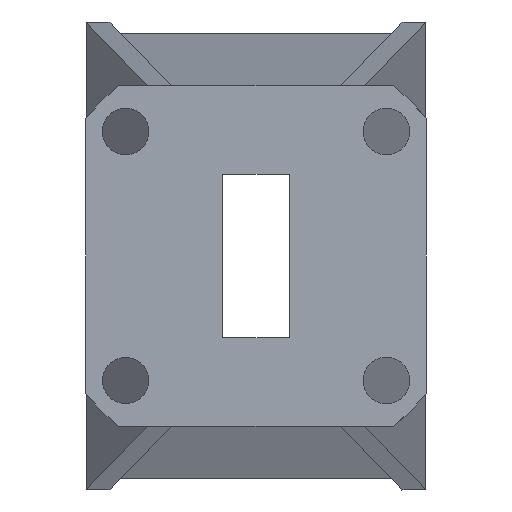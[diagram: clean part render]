
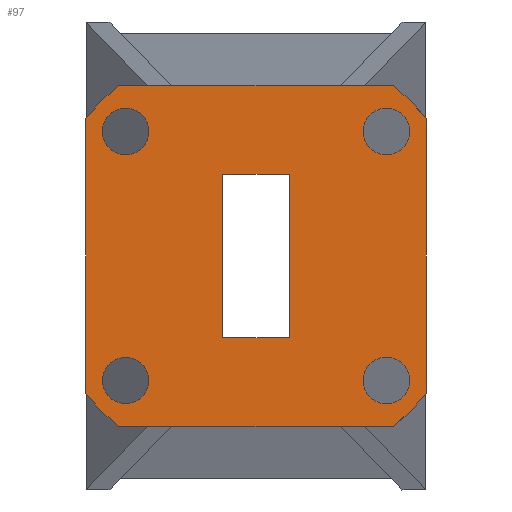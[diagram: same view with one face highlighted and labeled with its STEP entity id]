
A CAD part, left-side view. The second image highlights one B-rep face of the part: STEP entity #97.
In plain terms, the highlighted planar face has unit normal (-1, 0, 0).
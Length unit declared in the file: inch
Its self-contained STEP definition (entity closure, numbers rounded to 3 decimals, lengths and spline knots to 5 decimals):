
#9 = CARTESIAN_POINT ( 'NONE',  ( 0., -0.4375, -0.35276 ) ) ;
#26 = ORIENTED_EDGE ( 'NONE', *, *, #1332, .T. ) ;
#48 = EDGE_LOOP ( 'NONE', ( #26 ) ) ;
#88 = CARTESIAN_POINT ( 'NONE',  ( 0., 0., 0. ) ) ;
#97 = ADVANCED_FACE ( 'NONE', ( #365, #864, #2070, #973, #1728, #1418 ), #1170, .F. ) ;
#115 = EDGE_CURVE ( 'NONE', #369, #917, #1839, .T. ) ;
#117 = EDGE_CURVE ( 'NONE', #1186, #578, #923, .T. ) ;
#122 = VECTOR ( 'NONE', #1787, 39.37008 ) ;
#139 = AXIS2_PLACEMENT_3D ( 'NONE', #1129, #2005, #289 ) ;
#144 = EDGE_CURVE ( 'NONE', #594, #369, #1023, .T. ) ;
#147 = DIRECTION ( 'NONE',  ( 0., 0., -1. ) ) ;
#157 = CARTESIAN_POINT ( 'NONE',  ( 0., 0.4375, -0.35276 ) ) ;
#163 = CARTESIAN_POINT ( 'NONE',  ( 0., 0., 0. ) ) ;
#182 = CARTESIAN_POINT ( 'NONE',  ( 0., -0.35276, 0.4375 ) ) ;
#235 = VERTEX_POINT ( 'NONE', #182 ) ;
#288 = VERTEX_POINT ( 'NONE', #1454 ) ;
#289 = DIRECTION ( 'NONE',  ( 0., 0., -1. ) ) ;
#310 = ORIENTED_EDGE ( 'NONE', *, *, #1273, .T. ) ;
#325 = DIRECTION ( 'NONE',  ( 1., 0., 0. ) ) ;
#349 = CARTESIAN_POINT ( 'NONE',  ( 0., -0.085, -0.21 ) ) ;
#361 = LINE ( 'NONE', #1751, #1672 ) ;
#365 = FACE_BOUND ( 'NONE', #1530, .T. ) ;
#369 = VERTEX_POINT ( 'NONE', #1270 ) ;
#378 = EDGE_CURVE ( 'NONE', #1016, #1304, #809, .T. ) ;
#390 = LINE ( 'NONE', #2056, #1171 ) ;
#401 = VECTOR ( 'NONE', #147, 39.37008 ) ;
#430 = AXIS2_PLACEMENT_3D ( 'NONE', #1281, #965, #1271 ) ;
#452 = AXIS2_PLACEMENT_3D ( 'NONE', #603, #1112, #2123 ) ;
#471 = CIRCLE ( 'NONE', #1878, 0.06 ) ;
#498 = ORIENTED_EDGE ( 'NONE', *, *, #115, .T. ) ;
#500 = DIRECTION ( 'NONE',  ( 0., 0., -1. ) ) ;
#519 = CIRCLE ( 'NONE', #1921, 0.562 ) ;
#548 = DIRECTION ( 'NONE',  ( 0., 0., -1. ) ) ;
#554 = CARTESIAN_POINT ( 'NONE',  ( 0., 0.35276, -0.4375 ) ) ;
#578 = VERTEX_POINT ( 'NONE', #157 ) ;
#581 = CARTESIAN_POINT ( 'NONE',  ( 0., 0.4375, -0.35276 ) ) ;
#594 = VERTEX_POINT ( 'NONE', #1352 ) ;
#603 = CARTESIAN_POINT ( 'NONE',  ( 0., 0., 0. ) ) ;
#606 = DIRECTION ( 'NONE',  ( 1., 0., 0. ) ) ;
#607 = CARTESIAN_POINT ( 'NONE',  ( 0., 0.335, 0.26 ) ) ;
#621 = EDGE_CURVE ( 'NONE', #1794, #1794, #1092, .T. ) ;
#635 = CARTESIAN_POINT ( 'NONE',  ( 0., -0.335, 0.26 ) ) ;
#643 = CARTESIAN_POINT ( 'NONE',  ( 0., 0.085, 0.21 ) ) ;
#646 = LINE ( 'NONE', #1590, #1599 ) ;
#647 = DIRECTION ( 'NONE',  ( 0., 1., 0. ) ) ;
#668 = EDGE_CURVE ( 'NONE', #917, #1972, #390, .T. ) ;
#742 = CIRCLE ( 'NONE', #430, 0.06 ) ;
#747 = EDGE_LOOP ( 'NONE', ( #1632 ) ) ;
#775 = DIRECTION ( 'NONE',  ( 0., 0., -1. ) ) ;
#796 = EDGE_CURVE ( 'NONE', #235, #894, #1338, .T. ) ;
#803 = ORIENTED_EDGE ( 'NONE', *, *, #1284, .F. ) ;
#809 = CIRCLE ( 'NONE', #452, 0.562 ) ;
#818 = CARTESIAN_POINT ( 'NONE',  ( 0., -0.085, 0.21 ) ) ;
#824 = CARTESIAN_POINT ( 'NONE',  ( 0., -0.4375, 0.35276 ) ) ;
#833 = ORIENTED_EDGE ( 'NONE', *, *, #796, .F. ) ;
#838 = DIRECTION ( 'NONE',  ( 1., 0., 0. ) ) ;
#864 = FACE_BOUND ( 'NONE', #1670, .T. ) ;
#882 = DIRECTION ( 'NONE',  ( 0., -1., 0. ) ) ;
#894 = VERTEX_POINT ( 'NONE', #1287 ) ;
#905 = DIRECTION ( 'NONE',  ( 0., -1., 0. ) ) ;
#906 = AXIS2_PLACEMENT_3D ( 'NONE', #163, #325, #500 ) ;
#917 = VERTEX_POINT ( 'NONE', #1606 ) ;
#923 = CIRCLE ( 'NONE', #1529, 0.562 ) ;
#933 = EDGE_CURVE ( 'NONE', #894, #1016, #1257, .T. ) ;
#965 = DIRECTION ( 'NONE',  ( 1., 0., 0. ) ) ;
#968 = VECTOR ( 'NONE', #1306, 39.37008 ) ;
#969 = AXIS2_PLACEMENT_3D ( 'NONE', #1080, #1425, #1598 ) ;
#973 = FACE_BOUND ( 'NONE', #747, .T. ) ;
#1016 = VERTEX_POINT ( 'NONE', #9 ) ;
#1023 = LINE ( 'NONE', #818, #401 ) ;
#1030 = ORIENTED_EDGE ( 'NONE', *, *, #668, .T. ) ;
#1050 = ORIENTED_EDGE ( 'NONE', *, *, #621, .T. ) ;
#1067 = ORIENTED_EDGE ( 'NONE', *, *, #117, .F. ) ;
#1080 = CARTESIAN_POINT ( 'NONE',  ( 0., 0., 0. ) ) ;
#1085 = EDGE_CURVE ( 'NONE', #288, #235, #361, .T. ) ;
#1092 = CIRCLE ( 'NONE', #1379, 0.0595 ) ;
#1107 = CARTESIAN_POINT ( 'NONE',  ( 0., -0.335, 0.32 ) ) ;
#1112 = DIRECTION ( 'NONE',  ( 1., 0., 0. ) ) ;
#1129 = CARTESIAN_POINT ( 'NONE',  ( 0., -0.335, -0.32 ) ) ;
#1167 = ORIENTED_EDGE ( 'NONE', *, *, #1085, .F. ) ;
#1170 = PLANE ( 'NONE',  #906 ) ;
#1171 = VECTOR ( 'NONE', #1383, 39.37008 ) ;
#1186 = VERTEX_POINT ( 'NONE', #554 ) ;
#1198 = ORIENTED_EDGE ( 'NONE', *, *, #1501, .F. ) ;
#1211 = CARTESIAN_POINT ( 'NONE',  ( 0., 0.4375, 0.35276 ) ) ;
#1257 = LINE ( 'NONE', #824, #968 ) ;
#1270 = CARTESIAN_POINT ( 'NONE',  ( 0., -0.085, -0.21 ) ) ;
#1271 = DIRECTION ( 'NONE',  ( 0., 0., -1. ) ) ;
#1272 = EDGE_CURVE ( 'NONE', #1676, #288, #519, .T. ) ;
#1273 = EDGE_CURVE ( 'NONE', #1972, #594, #646, .T. ) ;
#1281 = CARTESIAN_POINT ( 'NONE',  ( 0., 0.335, 0.32 ) ) ;
#1284 = EDGE_CURVE ( 'NONE', #578, #1676, #1440, .T. ) ;
#1287 = CARTESIAN_POINT ( 'NONE',  ( 0., -0.4375, 0.35276 ) ) ;
#1304 = VERTEX_POINT ( 'NONE', #1615 ) ;
#1306 = DIRECTION ( 'NONE',  ( 0., 0., -1. ) ) ;
#1307 = LINE ( 'NONE', #1528, #2043 ) ;
#1332 = EDGE_CURVE ( 'NONE', #2080, #2080, #742, .T. ) ;
#1338 = CIRCLE ( 'NONE', #969, 0.562 ) ;
#1352 = CARTESIAN_POINT ( 'NONE',  ( 0., -0.085, 0.21 ) ) ;
#1357 = CIRCLE ( 'NONE', #139, 0.06 ) ;
#1379 = AXIS2_PLACEMENT_3D ( 'NONE', #2064, #1534, #548 ) ;
#1383 = DIRECTION ( 'NONE',  ( 0., 0., 1. ) ) ;
#1400 = ORIENTED_EDGE ( 'NONE', *, *, #378, .F. ) ;
#1418 = FACE_BOUND ( 'NONE', #1855, .T. ) ;
#1425 = DIRECTION ( 'NONE',  ( 1., 0., 0. ) ) ;
#1440 = LINE ( 'NONE', #581, #122 ) ;
#1446 = EDGE_CURVE ( 'NONE', #2143, #2143, #471, .T. ) ;
#1454 = CARTESIAN_POINT ( 'NONE',  ( 0., 0.35276, 0.4375 ) ) ;
#1491 = ORIENTED_EDGE ( 'NONE', *, *, #933, .F. ) ;
#1501 = EDGE_CURVE ( 'NONE', #1304, #1186, #1307, .T. ) ;
#1528 = CARTESIAN_POINT ( 'NONE',  ( 0., -0.35276, -0.4375 ) ) ;
#1529 = AXIS2_PLACEMENT_3D ( 'NONE', #1867, #838, #1709 ) ;
#1530 = EDGE_LOOP ( 'NONE', ( #1050 ) ) ;
#1534 = DIRECTION ( 'NONE',  ( 1., 0., 0. ) ) ;
#1586 = DIRECTION ( 'NONE',  ( 1., 0., 0. ) ) ;
#1590 = CARTESIAN_POINT ( 'NONE',  ( 0., 0.085, 0.21 ) ) ;
#1598 = DIRECTION ( 'NONE',  ( 0., 0., -1. ) ) ;
#1599 = VECTOR ( 'NONE', #905, 39.37008 ) ;
#1606 = CARTESIAN_POINT ( 'NONE',  ( 0., 0.085, -0.21 ) ) ;
#1615 = CARTESIAN_POINT ( 'NONE',  ( 0., -0.35276, -0.4375 ) ) ;
#1632 = ORIENTED_EDGE ( 'NONE', *, *, #1446, .T. ) ;
#1657 = CARTESIAN_POINT ( 'NONE',  ( 0., -0.335, -0.38 ) ) ;
#1670 = EDGE_LOOP ( 'NONE', ( #2156 ) ) ;
#1672 = VECTOR ( 'NONE', #882, 39.37008 ) ;
#1676 = VERTEX_POINT ( 'NONE', #1211 ) ;
#1703 = EDGE_LOOP ( 'NONE', ( #1067, #1198, #1400, #1491, #833, #1167, #1844, #803 ) ) ;
#1709 = DIRECTION ( 'NONE',  ( 0., 0., -1. ) ) ;
#1728 = FACE_OUTER_BOUND ( 'NONE', #1703, .T. ) ;
#1735 = VERTEX_POINT ( 'NONE', #1657 ) ;
#1745 = CARTESIAN_POINT ( 'NONE',  ( 0., 0.335, -0.3795 ) ) ;
#1751 = CARTESIAN_POINT ( 'NONE',  ( 0., 0.35276, 0.4375 ) ) ;
#1787 = DIRECTION ( 'NONE',  ( 0., 0., 1. ) ) ;
#1794 = VERTEX_POINT ( 'NONE', #1745 ) ;
#1839 = LINE ( 'NONE', #349, #2000 ) ;
#1844 = ORIENTED_EDGE ( 'NONE', *, *, #1272, .F. ) ;
#1855 = EDGE_LOOP ( 'NONE', ( #498, #1030, #310, #1857 ) ) ;
#1857 = ORIENTED_EDGE ( 'NONE', *, *, #144, .T. ) ;
#1867 = CARTESIAN_POINT ( 'NONE',  ( 0., 0., 0. ) ) ;
#1878 = AXIS2_PLACEMENT_3D ( 'NONE', #1107, #606, #775 ) ;
#1884 = EDGE_CURVE ( 'NONE', #1735, #1735, #1357, .T. ) ;
#1906 = DIRECTION ( 'NONE',  ( 0., 1., 0. ) ) ;
#1921 = AXIS2_PLACEMENT_3D ( 'NONE', #88, #1586, #2140 ) ;
#1972 = VERTEX_POINT ( 'NONE', #643 ) ;
#2000 = VECTOR ( 'NONE', #647, 39.37008 ) ;
#2005 = DIRECTION ( 'NONE',  ( 1., 0., 0. ) ) ;
#2043 = VECTOR ( 'NONE', #1906, 39.37008 ) ;
#2056 = CARTESIAN_POINT ( 'NONE',  ( 0., 0.085, -0.21 ) ) ;
#2064 = CARTESIAN_POINT ( 'NONE',  ( 0., 0.335, -0.32 ) ) ;
#2070 = FACE_BOUND ( 'NONE', #48, .T. ) ;
#2080 = VERTEX_POINT ( 'NONE', #607 ) ;
#2123 = DIRECTION ( 'NONE',  ( 0., 0., -1. ) ) ;
#2140 = DIRECTION ( 'NONE',  ( 0., 0., -1. ) ) ;
#2143 = VERTEX_POINT ( 'NONE', #635 ) ;
#2156 = ORIENTED_EDGE ( 'NONE', *, *, #1884, .T. ) ;
